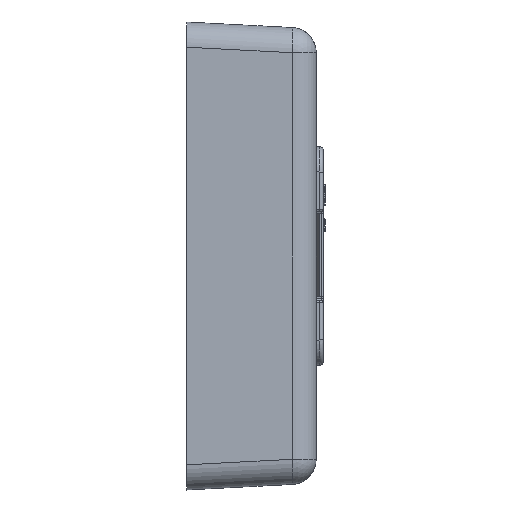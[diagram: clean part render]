
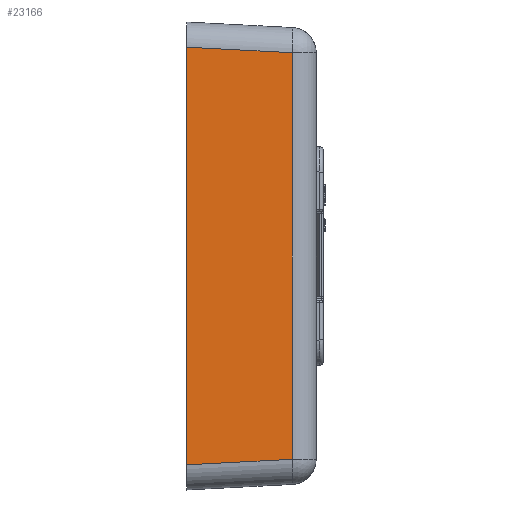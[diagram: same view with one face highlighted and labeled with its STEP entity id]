
A CAD part, front view. The second image highlights one B-rep face of the part: STEP entity #23166.
In plain terms, the highlighted planar face has unit normal (0.052, -0.999, 0).
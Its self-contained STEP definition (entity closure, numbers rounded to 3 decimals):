
#22975=CARTESIAN_POINT('',(691.357,306.865,28.309));
#22976=VERTEX_POINT('',#22975);
#23000=CARTESIAN_POINT('',(691.357,306.865,-28.161));
#23001=VERTEX_POINT('',#23000);
#23025=CARTESIAN_POINT('',(691.357,306.865,28.309));
#23026=DIRECTION('',(0.0,0.0,-1.0));
#23027=VECTOR('',#23026,56.471);
#23028=LINE('',#23025,#23027);
#23029=EDGE_CURVE('',#22976,#23001,#23028,.T.);
#23124=CARTESIAN_POINT('',(676.674,306.095,-28.931));
#23125=VERTEX_POINT('',#23124);
#23126=CARTESIAN_POINT('',(691.357,306.865,-28.161));
#23127=DIRECTION('',(-0.997,-0.052,-0.052));
#23128=VECTOR('',#23127,14.723);
#23129=LINE('',#23126,#23128);
#23130=EDGE_CURVE('',#23001,#23125,#23129,.T.);
#23143=CARTESIAN_POINT('',(676.674,306.095,-32.426));
#23144=DIRECTION('',(0.052,-0.999,0.));
#23145=DIRECTION('',(-0.999,-0.052,0.));
#23146=AXIS2_PLACEMENT_3D('',#23143,#23144,#23145);
#23147=PLANE('',#23146);
#23148=ORIENTED_EDGE('',*,*,#23029,.F.);
#23149=CARTESIAN_POINT('',(676.674,306.095,29.079));
#23150=VERTEX_POINT('',#23149);
#23151=CARTESIAN_POINT('',(676.674,306.095,29.079));
#23152=DIRECTION('',(0.997,0.052,-0.052));
#23153=VECTOR('',#23152,14.723);
#23154=LINE('',#23151,#23153);
#23155=EDGE_CURVE('',#23150,#22976,#23154,.T.);
#23156=ORIENTED_EDGE('',*,*,#23155,.F.);
#23157=CARTESIAN_POINT('',(676.674,306.095,-28.931));
#23158=DIRECTION('',(0.0,0.0,1.0));
#23159=VECTOR('',#23158,58.01);
#23160=LINE('',#23157,#23159);
#23161=EDGE_CURVE('',#23125,#23150,#23160,.T.);
#23162=ORIENTED_EDGE('',*,*,#23161,.F.);
#23163=ORIENTED_EDGE('',*,*,#23130,.F.);
#23164=EDGE_LOOP('',(#23148,#23156,#23162,#23163));
#23165=FACE_OUTER_BOUND('',#23164,.T.);
#23166=ADVANCED_FACE('',(#23165),#23147,.T.);
